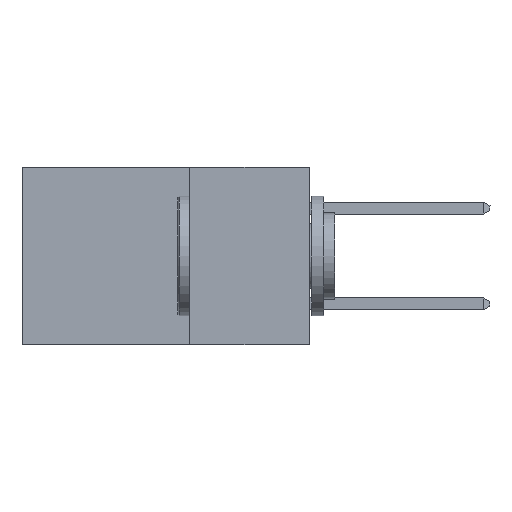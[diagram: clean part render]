
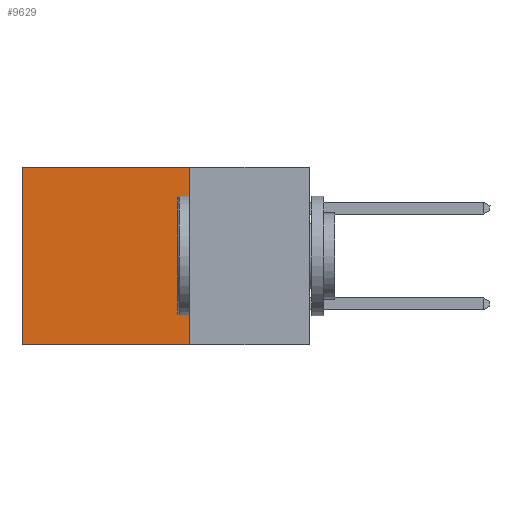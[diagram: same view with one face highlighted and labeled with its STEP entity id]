
A CAD part, left-side view. The second image highlights one B-rep face of the part: STEP entity #9629.
In plain terms, the highlighted planar face has unit normal (-1, 0, 0).
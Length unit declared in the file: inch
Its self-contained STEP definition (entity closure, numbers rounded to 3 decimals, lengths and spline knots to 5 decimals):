
#177 = LINE ( 'NONE', #3618, #12596 ) ;
#1522 = DIRECTION ( 'NONE',  ( 0., 1., 0. ) ) ;
#1542 = CARTESIAN_POINT ( 'NONE',  ( 0.2875, 0.25, -0.37 ) ) ;
#1595 = ORIENTED_EDGE ( 'NONE', *, *, #6896, .T. ) ;
#2316 = EDGE_CURVE ( 'NONE', #2474, #5188, #4076, .T. ) ;
#2474 = VERTEX_POINT ( 'NONE', #5359 ) ;
#2531 = CARTESIAN_POINT ( 'NONE',  ( 0.2875, 0.6, -0.37 ) ) ;
#2734 = CARTESIAN_POINT ( 'NONE',  ( 0.2875, 0.25, 0. ) ) ;
#3618 = CARTESIAN_POINT ( 'NONE',  ( 0.2875, 0.25, 0. ) ) ;
#3663 = VECTOR ( 'NONE', #12829, 39.37008 ) ;
#4076 = LINE ( 'NONE', #1542, #13340 ) ;
#4744 = DIRECTION ( 'NONE',  ( 0., 0., -1. ) ) ;
#4913 = CARTESIAN_POINT ( 'NONE',  ( 0.2875, 0.25, 0. ) ) ;
#5188 = VERTEX_POINT ( 'NONE', #2531 ) ;
#5359 = CARTESIAN_POINT ( 'NONE',  ( 0.2875, 0.25, -0.37 ) ) ;
#5850 = PLANE ( 'NONE',  #11548 ) ;
#6108 = CARTESIAN_POINT ( 'NONE',  ( 0.2875, 0.6, 0. ) ) ;
#6480 = EDGE_CURVE ( 'NONE', #11598, #7985, #177, .T. ) ;
#6780 = ORIENTED_EDGE ( 'NONE', *, *, #2316, .F. ) ;
#6896 = EDGE_CURVE ( 'NONE', #7985, #5188, #13308, .T. ) ;
#7985 = VERTEX_POINT ( 'NONE', #6108 ) ;
#9629 = ADVANCED_FACE ( 'NONE', ( #9842 ), #5850, .F. ) ;
#9842 = FACE_OUTER_BOUND ( 'NONE', #10525, .T. ) ;
#10525 = EDGE_LOOP ( 'NONE', ( #1595, #6780, #13585, #11397 ) ) ;
#10927 = CARTESIAN_POINT ( 'NONE',  ( 0.2875, 0.25, 0. ) ) ;
#11397 = ORIENTED_EDGE ( 'NONE', *, *, #6480, .T. ) ;
#11548 = AXIS2_PLACEMENT_3D ( 'NONE', #4913, #12026, #4744 ) ;
#11598 = VERTEX_POINT ( 'NONE', #10927 ) ;
#11618 = CARTESIAN_POINT ( 'NONE',  ( 0.2875, 0.6, 0. ) ) ;
#12026 = DIRECTION ( 'NONE',  ( 1., 0., 0. ) ) ;
#12398 = DIRECTION ( 'NONE',  ( 0., 0., -1. ) ) ;
#12461 = EDGE_CURVE ( 'NONE', #11598, #2474, #12477, .T. ) ;
#12477 = LINE ( 'NONE', #2734, #15178 ) ;
#12596 = VECTOR ( 'NONE', #13288, 39.37008 ) ;
#12829 = DIRECTION ( 'NONE',  ( 0., 0., -1. ) ) ;
#13288 = DIRECTION ( 'NONE',  ( 0., 1., 0. ) ) ;
#13308 = LINE ( 'NONE', #11618, #3663 ) ;
#13340 = VECTOR ( 'NONE', #1522, 39.37008 ) ;
#13585 = ORIENTED_EDGE ( 'NONE', *, *, #12461, .F. ) ;
#15178 = VECTOR ( 'NONE', #12398, 39.37008 ) ;
